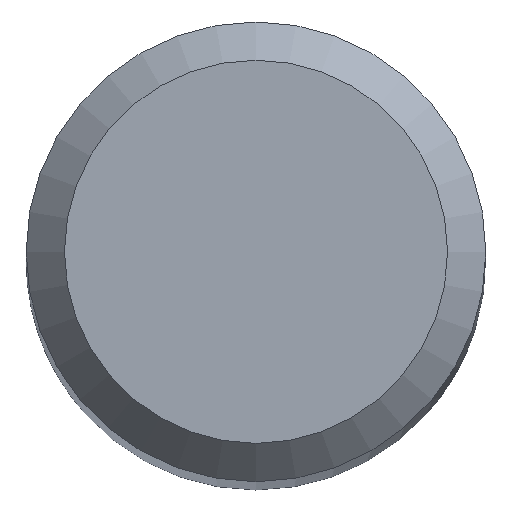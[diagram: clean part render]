
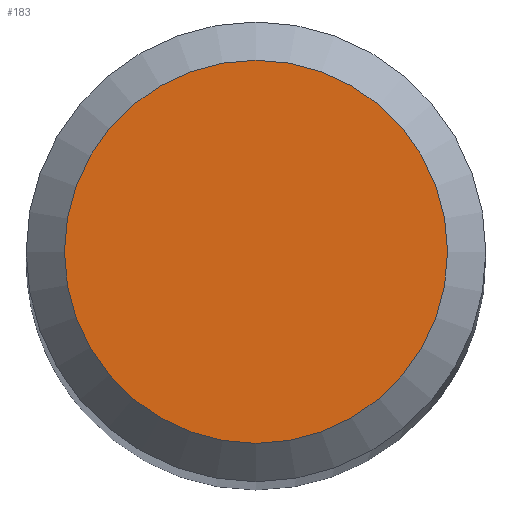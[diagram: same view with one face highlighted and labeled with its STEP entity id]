
A CAD part, top view. The second image highlights one B-rep face of the part: STEP entity #183.
In plain terms, the highlighted planar face has unit normal (0, 0, 1).
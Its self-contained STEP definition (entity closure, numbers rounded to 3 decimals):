
#106=PLANE('',#738);
#126=FACE_OUTER_BOUND('',#238,.T.);
#183=ADVANCED_FACE('',(#126),#106,.F.);
#238=EDGE_LOOP('',(#294));
#294=ORIENTED_EDGE('',*,*,#543,.F.);
#476=VERTEX_POINT('',#1068);
#543=EDGE_CURVE('',#476,#476,#641,.T.);
#641=CIRCLE('',#729,4.997);
#729=AXIS2_PLACEMENT_3D('',#1067,#837,#838);
#738=AXIS2_PLACEMENT_3D('',#1113,#855,#856);
#837=DIRECTION('',(0.,0.,-1.));
#838=DIRECTION('',(-1.,0.,0.));
#855=DIRECTION('',(0.,0.,-1.));
#856=DIRECTION('',(-1.,0.,0.));
#1067=CARTESIAN_POINT('',(0.,0.,0.));
#1068=CARTESIAN_POINT('',(-4.997,0.,0.));
#1113=CARTESIAN_POINT('',(0.,4.997,0.));
